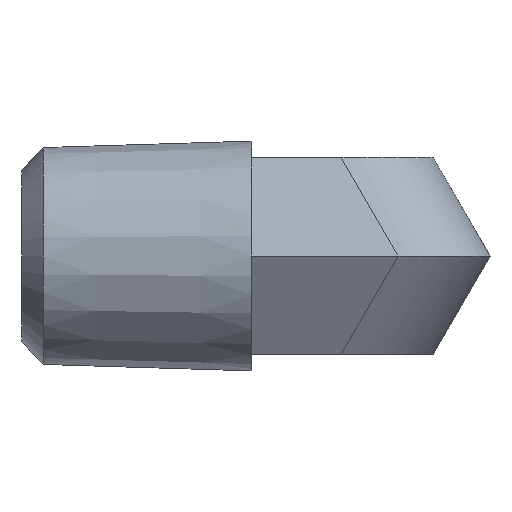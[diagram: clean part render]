
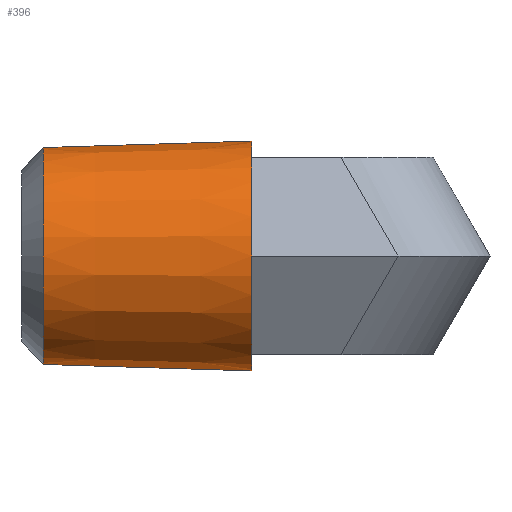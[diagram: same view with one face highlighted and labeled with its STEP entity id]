
A CAD part, left-side view. The second image highlights one B-rep face of the part: STEP entity #396.
In plain terms, the highlighted conical face has half-angle 1.77 degrees and reference radius 6.858 mm.
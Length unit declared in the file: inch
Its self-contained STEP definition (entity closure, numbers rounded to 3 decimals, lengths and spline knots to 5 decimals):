
#4 = CIRCLE ( 'NONE', #942, 0.25486 ) ;
#7 = ORIENTED_EDGE ( 'NONE', *, *, #697, .T. ) ;
#81 = CARTESIAN_POINT ( 'NONE',  ( 0., 1.05002, 0.25486 ) ) ;
#91 = DIRECTION ( 'NONE',  ( 0., -1., 0. ) ) ;
#193 = VERTEX_POINT ( 'NONE', #1148 ) ;
#248 = CARTESIAN_POINT ( 'NONE',  ( 0., 1.05002, 0. ) ) ;
#286 = ORIENTED_EDGE ( 'NONE', *, *, #380, .F. ) ;
#301 = EDGE_CURVE ( 'NONE', #1126, #1113, #4, .T. ) ;
#333 = DIRECTION ( 'NONE',  ( 0., 0., -1. ) ) ;
#335 = CARTESIAN_POINT ( 'NONE',  ( 0., 0.56, -0.27 ) ) ;
#338 = CONICAL_SURFACE ( 'NONE', #1050, 0.27, 0.031 ) ;
#380 = EDGE_CURVE ( 'NONE', #1126, #193, #422, .T. ) ;
#388 = AXIS2_PLACEMENT_3D ( 'NONE', #1056, #491, #1150 ) ;
#396 = ADVANCED_FACE ( 'NONE', ( #611 ), #338, .T. ) ;
#422 = LINE ( 'NONE', #913, #854 ) ;
#491 = DIRECTION ( 'NONE',  ( 0., 1., 0. ) ) ;
#500 = ORIENTED_EDGE ( 'NONE', *, *, #301, .T. ) ;
#539 = DIRECTION ( 'NONE',  ( 0., 0., 1. ) ) ;
#583 = VERTEX_POINT ( 'NONE', #750 ) ;
#611 = FACE_OUTER_BOUND ( 'NONE', #1172, .T. ) ;
#624 = CARTESIAN_POINT ( 'NONE',  ( 0., 0.56, 0. ) ) ;
#697 = EDGE_CURVE ( 'NONE', #583, #193, #784, .T. ) ;
#712 = LINE ( 'NONE', #335, #1187 ) ;
#750 = CARTESIAN_POINT ( 'NONE',  ( 0., 0.56, -0.27 ) ) ;
#784 = CIRCLE ( 'NONE', #388, 0.27 ) ;
#854 = VECTOR ( 'NONE', #906, 39.37008 ) ;
#890 = DIRECTION ( 'NONE',  ( 0., -1., 0. ) ) ;
#906 = DIRECTION ( 'NONE',  ( 0., -1., 0.031 ) ) ;
#913 = CARTESIAN_POINT ( 'NONE',  ( 0., 0.56, 0.27 ) ) ;
#942 = AXIS2_PLACEMENT_3D ( 'NONE', #248, #890, #333 ) ;
#1017 = ORIENTED_EDGE ( 'NONE', *, *, #1080, .T. ) ;
#1050 = AXIS2_PLACEMENT_3D ( 'NONE', #624, #91, #539 ) ;
#1056 = CARTESIAN_POINT ( 'NONE',  ( 0., 0.56, 0. ) ) ;
#1080 = EDGE_CURVE ( 'NONE', #1113, #583, #712, .T. ) ;
#1086 = DIRECTION ( 'NONE',  ( 0., -1., -0.031 ) ) ;
#1113 = VERTEX_POINT ( 'NONE', #1186 ) ;
#1126 = VERTEX_POINT ( 'NONE', #81 ) ;
#1148 = CARTESIAN_POINT ( 'NONE',  ( 0., 0.56, 0.27 ) ) ;
#1150 = DIRECTION ( 'NONE',  ( 0., 0., 1. ) ) ;
#1172 = EDGE_LOOP ( 'NONE', ( #500, #1017, #7, #286 ) ) ;
#1186 = CARTESIAN_POINT ( 'NONE',  ( 0., 1.05002, -0.25486 ) ) ;
#1187 = VECTOR ( 'NONE', #1086, 39.37008 ) ;
